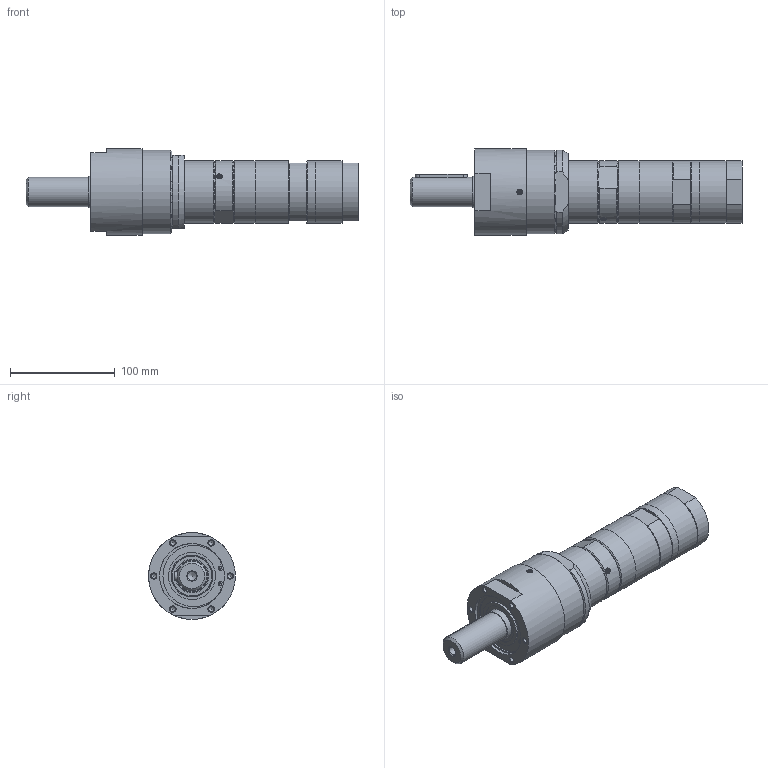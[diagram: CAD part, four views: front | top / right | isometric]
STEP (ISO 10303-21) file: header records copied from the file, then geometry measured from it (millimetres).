
FILE_DESCRIPTION(/* description */ (''),/* implementation_level */ '2;1');
FILE_NAME(/* name */ 'MUD 82-65_60002427.stp',/* time_stamp */ '2018-10-09T14:47:50+02:00',/* author */ ('flambert'),/* organization */ (''),/* preprocessor_version */ 'ST-DEVELOPER v17',/* originating_system */ 'Autodesk Inventor 2018',/* authorisation */ '');
FILE_SCHEMA (('AUTOMOTIVE_DESIGN { 1 0 10303 214 3 1 1 }'));
Length unit declared in the file: millimetre
Products named in the file (1): MUD 82-65_60002427
Bounding box: 317.5 x 83 x 83 mm (x, y, z)
Volume: 936643.4 mm3; surface area: 87816.8 mm2
Topology: 1 solids, 57 shells, 572 faces, 1308 edges, 876 vertices
Faces by surface type: cylinder 280, plane 221, cone 54, bspline 7, torus 6, sphere 4
Full cylindrical faces by diameter (mm): 1.55 x4, 2.5 x2, 3.3 x1, 3.6 x2, 4 x3, 4.917 x6, 5 x2, 5.5 x2, 8.376 x1, 14.95 x2, 18.631 x1, 28 x1, 30 x2, 38 x1, 40 x1, 45 x1, 60 x5, 62 x1, 68.178 x1, 68.376 x1, 80 x1, 83 x1
Entity records: 17180 total; most frequent: CARTESIAN_POINT 3305, DIRECTION 3014, ORIENTED_EDGE 2602, EDGE_CURVE 1301, AXIS2_PLACEMENT_3D 1239, VERTEX_POINT 876, CIRCLE 673, EDGE_LOOP 615
